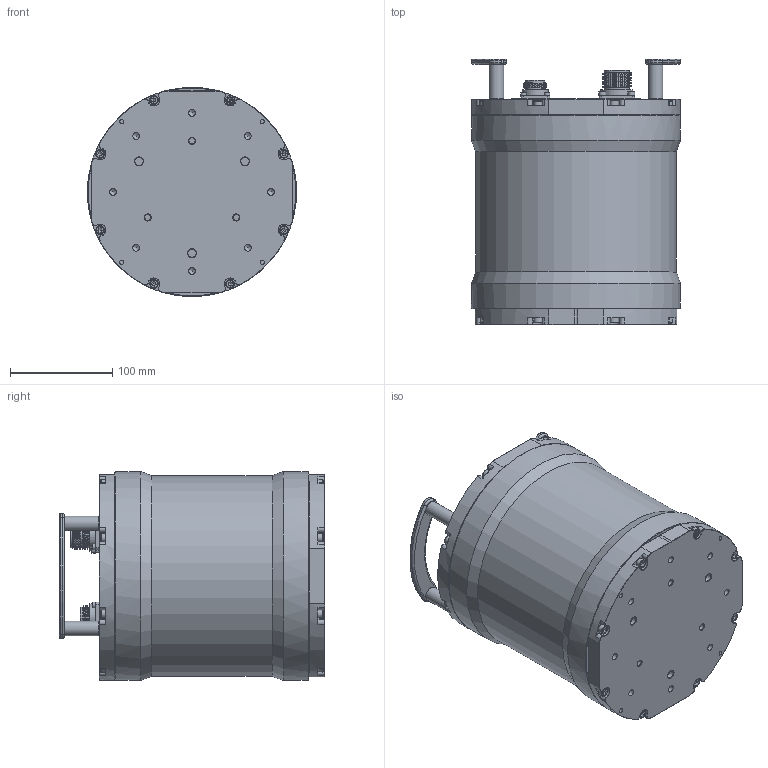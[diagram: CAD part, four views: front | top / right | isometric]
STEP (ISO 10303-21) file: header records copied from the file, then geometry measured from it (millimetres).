
FILE_DESCRIPTION(/* description */ (''),/* implementation_level */ '2;1');
FILE_NAME(/* name */ '8084-000-4510 - Solid2.stp',/* time_stamp */ '2016-03-03T10:07:51+00:00',/* author */ ('DB'),/* organization */ (''),/* preprocessor_version */ 'ST-DEVELOPER v15.6',/* originating_system */ 'Autodesk Inventor 2015',/* authorisation */ '');
FILE_SCHEMA (('AUTOMOTIVE_DESIGN { 1 0 10303 214 3 1 1 }'));
Length unit declared in the file: millimetre
Products named in the file (1): 8084-000-4510 - Solid
Bounding box: 205 x 260 x 204.9 mm (x, y, z)
Volume: 7020648 mm3; surface area: 256405 mm2
Topology: 4 solids, 5 shells, 1376 faces, 3456 edges, 2233 vertices
Faces by surface type: plane 737, cylinder 281, cone 187, bspline 106, torus 65
Full cylindrical faces by diameter (mm): 0.8 x8, 1.02 x6, 1.58 x2, 2 x2, 3 x12, 3.242 x1, 3.48 x12, 4 x4, 4.134 x8, 4.343 x4, 5 x4, 5.1 x8, 5.5 x12, 6 x3, 6.647 x8, 7 x4, 8 x3, 8.5 x14, 9 x2, 9.398 x3, 9.43 x4, 9.85 x1, 12.65 x1, 12.7 x1, 12.776 x3, 14 x4, 14.52 x1, 15.342 x3, 18.847 x9, 19.126 x2
Entity records: 42333 total; most frequent: CARTESIAN_POINT 10934, ORIENTED_EDGE 6060, DIRECTION 5922, EDGE_CURVE 3029, AXIS2_PLACEMENT_3D 2178, VERTEX_POINT 2101, EDGE_LOOP 1846, LINE 1566
